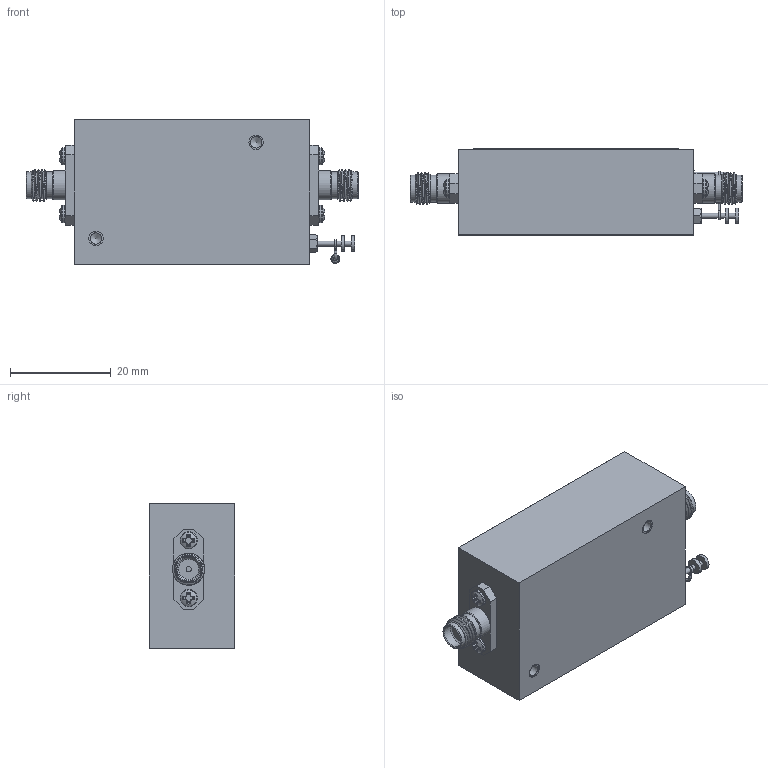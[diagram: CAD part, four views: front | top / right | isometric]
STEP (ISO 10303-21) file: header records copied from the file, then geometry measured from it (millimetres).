
FILE_DESCRIPTION (( 'STEP AP203' ), '1' );
FILE_NAME ('PE15A4005_3D.step', '2021-03-15T16:18:01', ( '' ), ( '' ), 'SwSTEP 2.0', 'SolidWorks 2020', '' );
FILE_SCHEMA (( 'CONFIG_CONTROL_DESIGN' ));
Products named in the file (1): PE15A4005_3D
Bounding box: 65.81 x 17.04 x 28.57 mm (x, y, z)
Volume: 23322.5 mm3; surface area: 6313.5 mm2
Topology: 1 solids, 9 shells, 982 faces, 2546 edges, 1678 vertices
Faces by surface type: plane 543, bspline 245, cylinder 139, cone 36, torus 14, sphere 5
Full cylindrical faces by diameter (mm): 0.508 x4, 1.016 x9, 1.27 x2, 1.278 x1, 1.786 x1, 1.854 x4, 2.032 x1, 2.261 x2, 2.845 x2, 3.048 x2, 3.393 x4, 4.521 x2, 5.08 x2, 5.334 x4, 5.842 x2
Entity records: 47031 total; most frequent: CARTESIAN_POINT 25282, ORIENTED_EDGE 4912, DIRECTION 3522, EDGE_CURVE 2456, VERTEX_POINT 1662, VECTOR 1478, LINE 1478, EDGE_LOOP 1158
